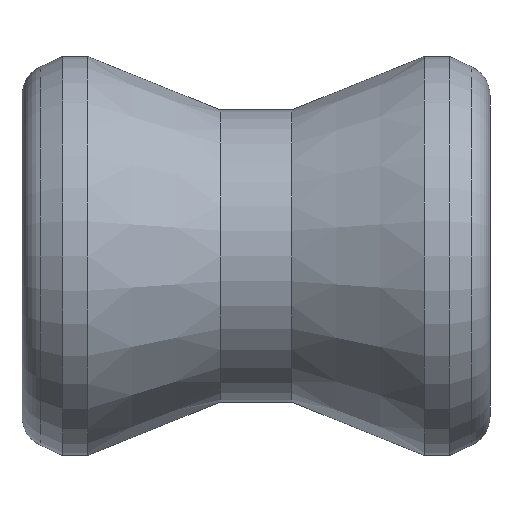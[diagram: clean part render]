
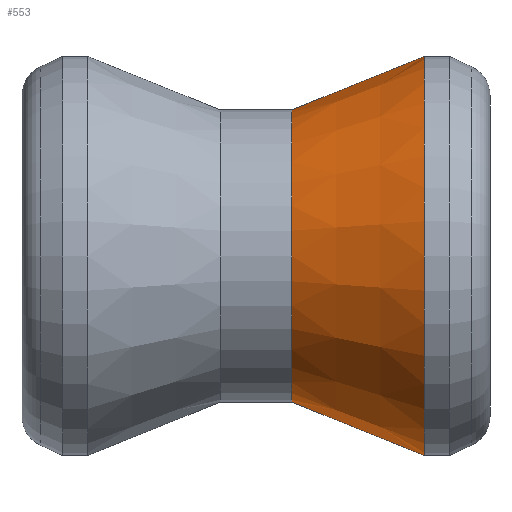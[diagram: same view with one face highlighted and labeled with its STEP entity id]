
A CAD part, front view. The second image highlights one B-rep face of the part: STEP entity #553.
In plain terms, the highlighted conical face has half-angle 22 degrees and reference radius 8.103 mm.
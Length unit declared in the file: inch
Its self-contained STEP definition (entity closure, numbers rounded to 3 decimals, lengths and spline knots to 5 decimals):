
#11 = DIRECTION ( 'NONE',  ( 1., 0., 0. ) ) ;
#24 = CIRCLE ( 'NONE', #26, 0.319 ) ;
#25 = CARTESIAN_POINT ( 'NONE',  ( -0.105, 0., 0. ) ) ;
#26 = AXIS2_PLACEMENT_3D ( 'NONE', #25, #11, #33 ) ;
#33 = DIRECTION ( 'NONE',  ( 0., 0., -1. ) ) ;
#322 = CARTESIAN_POINT ( 'NONE',  ( -0.105, 0., 0. ) ) ;
#323 = CONICAL_SURFACE ( 'NONE', #326, 0.319, 0.384 ) ;
#326 = AXIS2_PLACEMENT_3D ( 'NONE', #322, #332, #336 ) ;
#332 = DIRECTION ( 'NONE',  ( 1., 0., 0. ) ) ;
#336 = DIRECTION ( 'NONE',  ( 0., 0., -1. ) ) ;
#337 = DIRECTION ( 'NONE',  ( 0., 0., -1. ) ) ;
#338 = DIRECTION ( 'NONE',  ( 1., 0., 0. ) ) ;
#339 = AXIS2_PLACEMENT_3D ( 'NONE', #340, #338, #337 ) ;
#340 = CARTESIAN_POINT ( 'NONE',  ( -0.31662, 0., 0. ) ) ;
#341 = CIRCLE ( 'NONE', #339, 0.2335 ) ;
#343 = FACE_OUTER_BOUND ( 'NONE', #554, .T. ) ;
#400 = VERTEX_POINT ( 'NONE', #781 ) ;
#404 = EDGE_CURVE ( 'NONE', #408, #400, #776, .T. ) ;
#408 = VERTEX_POINT ( 'NONE', #767 ) ;
#409 = VERTEX_POINT ( 'NONE', #766 ) ;
#410 = VERTEX_POINT ( 'NONE', #765 ) ;
#413 = EDGE_CURVE ( 'NONE', #410, #409, #764, .T. ) ;
#553 = ADVANCED_FACE ( 'NONE', ( #343 ), #323, .T. ) ;
#554 = EDGE_LOOP ( 'NONE', ( #555, #556, #558, #559 ) ) ;
#555 = ORIENTED_EDGE ( 'NONE', *, *, #413, .F. ) ;
#556 = ORIENTED_EDGE ( 'NONE', *, *, #557, .T. ) ;
#557 = EDGE_CURVE ( 'NONE', #410, #408, #341, .T. ) ;
#558 = ORIENTED_EDGE ( 'NONE', *, *, #404, .T. ) ;
#559 = ORIENTED_EDGE ( 'NONE', *, *, #595, .F. ) ;
#595 = EDGE_CURVE ( 'NONE', #409, #400, #24, .T. ) ;
#761 = DIRECTION ( 'NONE',  ( 0.927, 0., 0.375 ) ) ;
#762 = VECTOR ( 'NONE', #761, 39.37008 ) ;
#763 = CARTESIAN_POINT ( 'NONE',  ( -0.105, 0., 0.319 ) ) ;
#764 = LINE ( 'NONE', #763, #762 ) ;
#765 = CARTESIAN_POINT ( 'NONE',  ( -0.31662, 0., 0.2335 ) ) ;
#766 = CARTESIAN_POINT ( 'NONE',  ( -0.105, 0., 0.319 ) ) ;
#767 = CARTESIAN_POINT ( 'NONE',  ( -0.31662, 0., -0.2335 ) ) ;
#773 = DIRECTION ( 'NONE',  ( 0.927, 0., -0.375 ) ) ;
#774 = VECTOR ( 'NONE', #773, 39.37008 ) ;
#775 = CARTESIAN_POINT ( 'NONE',  ( -0.105, 0., -0.319 ) ) ;
#776 = LINE ( 'NONE', #775, #774 ) ;
#781 = CARTESIAN_POINT ( 'NONE',  ( -0.105, 0., -0.319 ) ) ;
